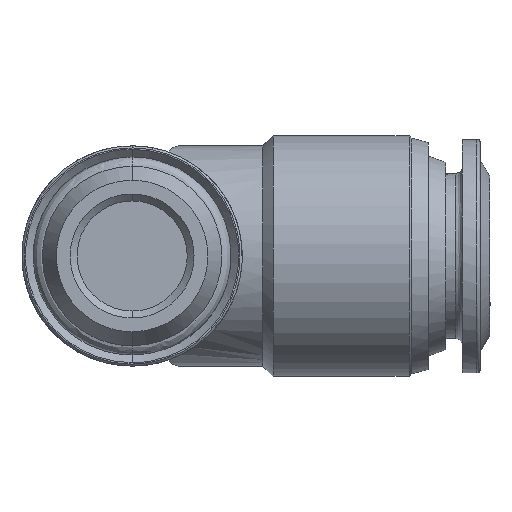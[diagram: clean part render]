
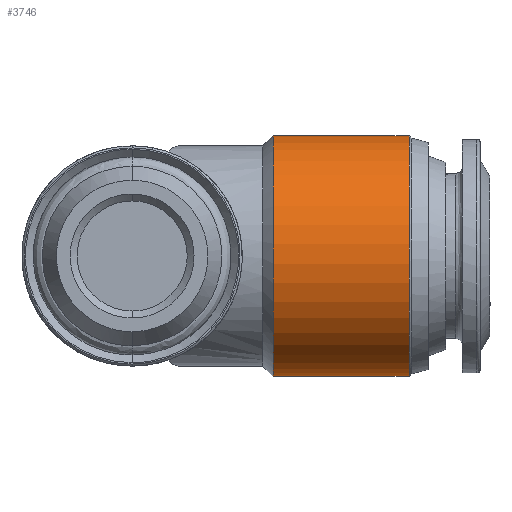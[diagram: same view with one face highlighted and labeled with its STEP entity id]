
A CAD part, front view. The second image highlights one B-rep face of the part: STEP entity #3746.
In plain terms, the highlighted free-form (B-spline) face has degree [1, 3] with [2, 4] control points.
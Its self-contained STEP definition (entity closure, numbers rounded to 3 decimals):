
#295 = CARTESIAN_POINT ( 'NONE',  ( 10.25, 0., 8.75 ) ) ;
#546 = CARTESIAN_POINT ( 'NONE',  ( 20.122, 0., 8.75 ) ) ;
#914 = CARTESIAN_POINT ( 'NONE',  ( 10.25, -17.5, 8.75 ) ) ;
#1028 = EDGE_LOOP ( 'NONE', ( #1790, #6955, #3045, #3040 ) ) ;
#1045 = CARTESIAN_POINT ( 'NONE',  ( 20.122, -17.5, -8.75 ) ) ;
#1373 =( BOUNDED_SURFACE ( )  B_SPLINE_SURFACE ( 1, 3, ( 
 ( #6763, #3975, #1666, #546 ),
 ( #1719, #4019, #4579, #1741 ) ),
 .UNSPECIFIED., .F., .F., .T. ) 
 B_SPLINE_SURFACE_WITH_KNOTS ( ( 2, 2 ),
 ( 4, 4 ),
 ( 0., 1. ),
 ( 0., 1. ),
 .UNSPECIFIED. ) 
 GEOMETRIC_REPRESENTATION_ITEM ( )  RATIONAL_B_SPLINE_SURFACE ( (
 ( 1., 0.333, 0.333, 1.),
 ( 1., 0.333, 0.333, 1.) ) ) 
 REPRESENTATION_ITEM ( '' )  SURFACE ( )  );
#1413 = CARTESIAN_POINT ( 'NONE',  ( 10.25, 0., 8.75 ) ) ;
#1435 = CARTESIAN_POINT ( 'NONE',  ( 20.122, 0., 8.75 ) ) ;
#1475 = CARTESIAN_POINT ( 'NONE',  ( 10.25, 0., -8.75 ) ) ;
#1666 = CARTESIAN_POINT ( 'NONE',  ( 20.122, -17.5, 8.75 ) ) ;
#1672 = CARTESIAN_POINT ( 'NONE',  ( 20.122, 0., 8.75 ) ) ;
#1719 = CARTESIAN_POINT ( 'NONE',  ( 10.25, 0., -8.75 ) ) ;
#1741 = CARTESIAN_POINT ( 'NONE',  ( 10.25, 0., 8.75 ) ) ;
#1790 = ORIENTED_EDGE ( 'NONE', *, *, #2967, .F. ) ;
#2112 = VERTEX_POINT ( 'NONE', #2957 ) ;
#2178 = VERTEX_POINT ( 'NONE', #295 ) ;
#2633 = CARTESIAN_POINT ( 'NONE',  ( 20.122, 0., -8.75 ) ) ;
#2810 = EDGE_CURVE ( 'NONE', #2112, #3293, #5089, .T. ) ;
#2825 = EDGE_CURVE ( 'NONE', #2178, #3293, #7196, .T. ) ;
#2855 = CARTESIAN_POINT ( 'NONE',  ( 20.122, -17.5, 8.75 ) ) ;
#2957 = CARTESIAN_POINT ( 'NONE',  ( 20.122, 0., -8.75 ) ) ;
#2967 = EDGE_CURVE ( 'NONE', #5419, #2112, #7100, .T. ) ;
#3040 = ORIENTED_EDGE ( 'NONE', *, *, #2810, .F. ) ;
#3045 = ORIENTED_EDGE ( 'NONE', *, *, #2825, .T. ) ;
#3190 = CARTESIAN_POINT ( 'NONE',  ( 10.25, -17.5, -8.75 ) ) ;
#3272 = CARTESIAN_POINT ( 'NONE',  ( 10.25, 0., 8.75 ) ) ;
#3293 = VERTEX_POINT ( 'NONE', #1475 ) ;
#3299 = CARTESIAN_POINT ( 'NONE',  ( 10.25, 0., -8.75 ) ) ;
#3545 = B_SPLINE_CURVE_WITH_KNOTS ( 'NONE', 1,
 ( #1413, #1435 ),
 .UNSPECIFIED., .F., .F.,
 ( 2, 2 ),
 ( -1., 0. ),
 .UNSPECIFIED. ) ;
#3746 = ADVANCED_FACE ( 'NONE', ( #4760 ), #1373, .F. ) ;
#3975 = CARTESIAN_POINT ( 'NONE',  ( 20.122, -17.5, -8.75 ) ) ;
#4019 = CARTESIAN_POINT ( 'NONE',  ( 10.25, -17.5, -8.75 ) ) ;
#4579 = CARTESIAN_POINT ( 'NONE',  ( 10.25, -17.5, 8.75 ) ) ;
#4760 = FACE_OUTER_BOUND ( 'NONE', #1028, .T. ) ;
#5089 = B_SPLINE_CURVE_WITH_KNOTS ( 'NONE', 1,
 ( #2633, #6120 ),
 .UNSPECIFIED., .F., .F.,
 ( 2, 2 ),
 ( -1., 0. ),
 .UNSPECIFIED. ) ;
#5419 = VERTEX_POINT ( 'NONE', #5521 ) ;
#5521 = CARTESIAN_POINT ( 'NONE',  ( 20.122, 0., 8.75 ) ) ;
#6120 = CARTESIAN_POINT ( 'NONE',  ( 10.25, 0., -8.75 ) ) ;
#6139 = CARTESIAN_POINT ( 'NONE',  ( 20.122, 0., -8.75 ) ) ;
#6398 = EDGE_CURVE ( 'NONE', #2178, #5419, #3545, .T. ) ;
#6763 = CARTESIAN_POINT ( 'NONE',  ( 20.122, 0., -8.75 ) ) ;
#6955 = ORIENTED_EDGE ( 'NONE', *, *, #6398, .F. ) ;
#7100 =( BOUNDED_CURVE ( )  B_SPLINE_CURVE ( 3, ( #1672, #2855, #1045, #6139 ),
 .UNSPECIFIED., .F., .T. ) 
 B_SPLINE_CURVE_WITH_KNOTS ( ( 4, 4 ),
 ( -3.142, 0. ),
 .UNSPECIFIED. ) 
 CURVE ( )  GEOMETRIC_REPRESENTATION_ITEM ( )  RATIONAL_B_SPLINE_CURVE ( ( 1., 0.333, 0.333, 1. ) ) 
 REPRESENTATION_ITEM ( '' )  );
#7196 =( BOUNDED_CURVE ( )  B_SPLINE_CURVE ( 3, ( #3272, #914, #3190, #3299 ),
 .UNSPECIFIED., .F., .T. ) 
 B_SPLINE_CURVE_WITH_KNOTS ( ( 4, 4 ),
 ( -3.142, 0. ),
 .UNSPECIFIED. ) 
 CURVE ( )  GEOMETRIC_REPRESENTATION_ITEM ( )  RATIONAL_B_SPLINE_CURVE ( ( 1., 0.333, 0.333, 1. ) ) 
 REPRESENTATION_ITEM ( '' )  );
